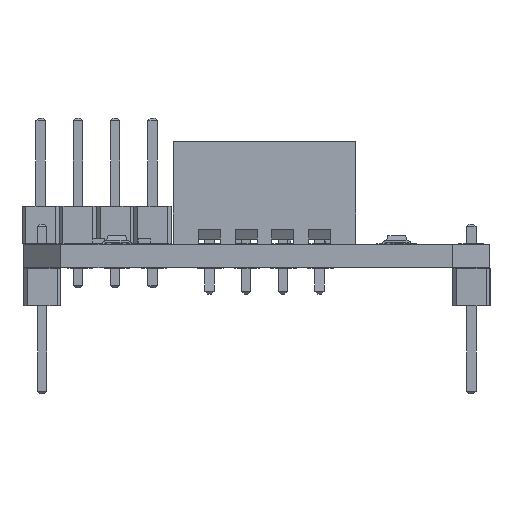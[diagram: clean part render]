
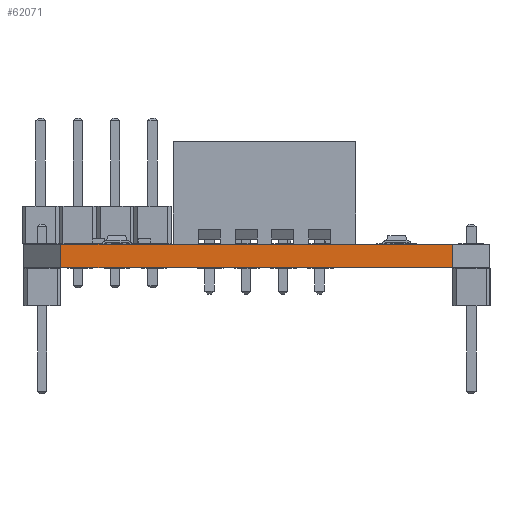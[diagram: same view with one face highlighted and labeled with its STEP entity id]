
A CAD part, left-side view. The second image highlights one B-rep face of the part: STEP entity #62071.
In plain terms, the highlighted planar face has unit normal (-1, 0, 0).
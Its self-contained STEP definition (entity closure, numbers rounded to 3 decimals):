
#61170 = PLANE('',#61171);
#61171 = AXIS2_PLACEMENT_3D('',#61172,#61173,#61174);
#61172 = CARTESIAN_POINT('',(180.34,-100.33,1.6));
#61173 = DIRECTION('',(0.,0.,1.));
#61174 = DIRECTION('',(1.,0.,-0.));
#61224 = PLANE('',#61225);
#61225 = AXIS2_PLACEMENT_3D('',#61226,#61227,#61228);
#61226 = CARTESIAN_POINT('',(180.34,-100.33,0.));
#61227 = DIRECTION('',(0.,0.,1.));
#61228 = DIRECTION('',(1.,0.,-0.));
#61811 = PLANE('',#61812);
#61812 = AXIS2_PLACEMENT_3D('',#61813,#61814,#61815);
#61813 = CARTESIAN_POINT('',(147.32,-121.92,0.));
#61814 = DIRECTION('',(-0.707,-0.707,0.));
#61815 = DIRECTION('',(-0.707,0.707,0.));
#61925 = VERTEX_POINT('',#61926);
#61926 = CARTESIAN_POINT('',(144.78,-119.38,1.6));
#61947 = EDGE_CURVE('',#61948,#61925,#61950,.T.);
#61948 = VERTEX_POINT('',#61949);
#61949 = CARTESIAN_POINT('',(144.78,-119.38,0.));
#61950 = SURFACE_CURVE('',#61951,(#61955,#61962),.PCURVE_S1.);
#61951 = LINE('',#61952,#61953);
#61952 = CARTESIAN_POINT('',(144.78,-119.38,0.));
#61953 = VECTOR('',#61954,1.);
#61954 = DIRECTION('',(0.,0.,1.));
#61955 = PCURVE('',#61811,#61956);
#61956 = DEFINITIONAL_REPRESENTATION('',(#61957),#61961);
#61957 = LINE('',#61958,#61959);
#61958 = CARTESIAN_POINT('',(3.592,0.));
#61959 = VECTOR('',#61960,1.);
#61960 = DIRECTION('',(0.,-1.));
#61961 = ( GEOMETRIC_REPRESENTATION_CONTEXT(2) 
PARAMETRIC_REPRESENTATION_CONTEXT() REPRESENTATION_CONTEXT('2D SPACE',''
  ) );
#61962 = PCURVE('',#61963,#61968);
#61963 = PLANE('',#61964);
#61964 = AXIS2_PLACEMENT_3D('',#61965,#61966,#61967);
#61965 = CARTESIAN_POINT('',(144.78,-119.38,0.));
#61966 = DIRECTION('',(-1.,0.,0.));
#61967 = DIRECTION('',(0.,1.,0.));
#61968 = DEFINITIONAL_REPRESENTATION('',(#61969),#61973);
#61969 = LINE('',#61970,#61971);
#61970 = CARTESIAN_POINT('',(0.,0.));
#61971 = VECTOR('',#61972,1.);
#61972 = DIRECTION('',(0.,-1.));
#61973 = ( GEOMETRIC_REPRESENTATION_CONTEXT(2) 
PARAMETRIC_REPRESENTATION_CONTEXT() REPRESENTATION_CONTEXT('2D SPACE',''
  ) );
#62017 = PLANE('',#62018);
#62018 = AXIS2_PLACEMENT_3D('',#62019,#62020,#62021);
#62019 = CARTESIAN_POINT('',(144.78,-92.71,0.));
#62020 = DIRECTION('',(-0.707,0.707,0.));
#62021 = DIRECTION('',(0.707,0.707,0.));
#62071 = ADVANCED_FACE('',(#62072),#61963,.T.);
#62072 = FACE_BOUND('',#62073,.T.);
#62073 = EDGE_LOOP('',(#62074,#62075,#62098,#62121));
#62074 = ORIENTED_EDGE('',*,*,#61947,.T.);
#62075 = ORIENTED_EDGE('',*,*,#62076,.T.);
#62076 = EDGE_CURVE('',#61925,#62077,#62079,.T.);
#62077 = VERTEX_POINT('',#62078);
#62078 = CARTESIAN_POINT('',(144.78,-92.71,1.6));
#62079 = SURFACE_CURVE('',#62080,(#62084,#62091),.PCURVE_S1.);
#62080 = LINE('',#62081,#62082);
#62081 = CARTESIAN_POINT('',(144.78,-119.38,1.6));
#62082 = VECTOR('',#62083,1.);
#62083 = DIRECTION('',(0.,1.,0.));
#62084 = PCURVE('',#61963,#62085);
#62085 = DEFINITIONAL_REPRESENTATION('',(#62086),#62090);
#62086 = LINE('',#62087,#62088);
#62087 = CARTESIAN_POINT('',(0.,-1.6));
#62088 = VECTOR('',#62089,1.);
#62089 = DIRECTION('',(1.,0.));
#62090 = ( GEOMETRIC_REPRESENTATION_CONTEXT(2) 
PARAMETRIC_REPRESENTATION_CONTEXT() REPRESENTATION_CONTEXT('2D SPACE',''
  ) );
#62091 = PCURVE('',#61170,#62092);
#62092 = DEFINITIONAL_REPRESENTATION('',(#62093),#62097);
#62093 = LINE('',#62094,#62095);
#62094 = CARTESIAN_POINT('',(-35.56,-19.05));
#62095 = VECTOR('',#62096,1.);
#62096 = DIRECTION('',(0.,1.));
#62097 = ( GEOMETRIC_REPRESENTATION_CONTEXT(2) 
PARAMETRIC_REPRESENTATION_CONTEXT() REPRESENTATION_CONTEXT('2D SPACE',''
  ) );
#62098 = ORIENTED_EDGE('',*,*,#62099,.F.);
#62099 = EDGE_CURVE('',#62100,#62077,#62102,.T.);
#62100 = VERTEX_POINT('',#62101);
#62101 = CARTESIAN_POINT('',(144.78,-92.71,0.));
#62102 = SURFACE_CURVE('',#62103,(#62107,#62114),.PCURVE_S1.);
#62103 = LINE('',#62104,#62105);
#62104 = CARTESIAN_POINT('',(144.78,-92.71,0.));
#62105 = VECTOR('',#62106,1.);
#62106 = DIRECTION('',(0.,0.,1.));
#62107 = PCURVE('',#61963,#62108);
#62108 = DEFINITIONAL_REPRESENTATION('',(#62109),#62113);
#62109 = LINE('',#62110,#62111);
#62110 = CARTESIAN_POINT('',(26.67,0.));
#62111 = VECTOR('',#62112,1.);
#62112 = DIRECTION('',(0.,-1.));
#62113 = ( GEOMETRIC_REPRESENTATION_CONTEXT(2) 
PARAMETRIC_REPRESENTATION_CONTEXT() REPRESENTATION_CONTEXT('2D SPACE',''
  ) );
#62114 = PCURVE('',#62017,#62115);
#62115 = DEFINITIONAL_REPRESENTATION('',(#62116),#62120);
#62116 = LINE('',#62117,#62118);
#62117 = CARTESIAN_POINT('',(0.,0.));
#62118 = VECTOR('',#62119,1.);
#62119 = DIRECTION('',(0.,-1.));
#62120 = ( GEOMETRIC_REPRESENTATION_CONTEXT(2) 
PARAMETRIC_REPRESENTATION_CONTEXT() REPRESENTATION_CONTEXT('2D SPACE',''
  ) );
#62121 = ORIENTED_EDGE('',*,*,#62122,.F.);
#62122 = EDGE_CURVE('',#61948,#62100,#62123,.T.);
#62123 = SURFACE_CURVE('',#62124,(#62128,#62135),.PCURVE_S1.);
#62124 = LINE('',#62125,#62126);
#62125 = CARTESIAN_POINT('',(144.78,-119.38,0.));
#62126 = VECTOR('',#62127,1.);
#62127 = DIRECTION('',(0.,1.,0.));
#62128 = PCURVE('',#61963,#62129);
#62129 = DEFINITIONAL_REPRESENTATION('',(#62130),#62134);
#62130 = LINE('',#62131,#62132);
#62131 = CARTESIAN_POINT('',(0.,0.));
#62132 = VECTOR('',#62133,1.);
#62133 = DIRECTION('',(1.,0.));
#62134 = ( GEOMETRIC_REPRESENTATION_CONTEXT(2) 
PARAMETRIC_REPRESENTATION_CONTEXT() REPRESENTATION_CONTEXT('2D SPACE',''
  ) );
#62135 = PCURVE('',#61224,#62136);
#62136 = DEFINITIONAL_REPRESENTATION('',(#62137),#62141);
#62137 = LINE('',#62138,#62139);
#62138 = CARTESIAN_POINT('',(-35.56,-19.05));
#62139 = VECTOR('',#62140,1.);
#62140 = DIRECTION('',(0.,1.));
#62141 = ( GEOMETRIC_REPRESENTATION_CONTEXT(2) 
PARAMETRIC_REPRESENTATION_CONTEXT() REPRESENTATION_CONTEXT('2D SPACE',''
  ) );
